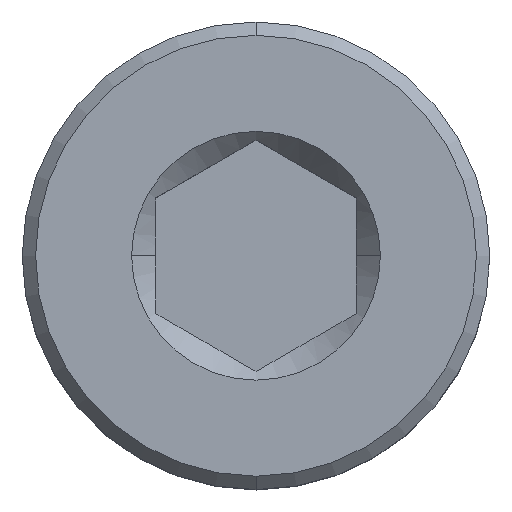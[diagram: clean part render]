
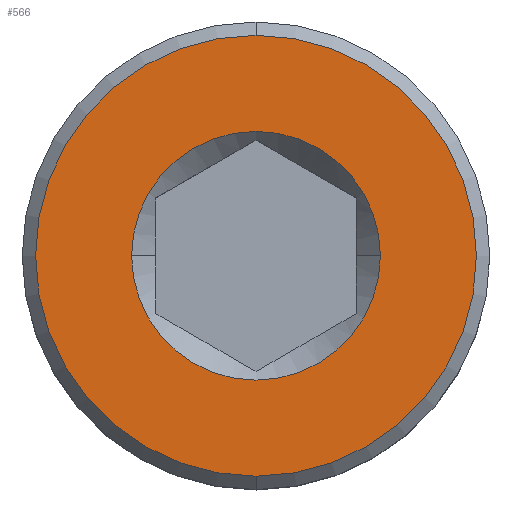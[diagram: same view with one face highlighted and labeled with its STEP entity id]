
A CAD part, top view. The second image highlights one B-rep face of the part: STEP entity #566.
In plain terms, the highlighted planar face has unit normal (0, 0, 1).
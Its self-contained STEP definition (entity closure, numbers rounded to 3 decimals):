
#4 = ORIENTED_EDGE ( 'NONE', *, *, #351, .F. ) ;
#6 = CARTESIAN_POINT ( 'NONE',  ( 1.862, 0., 10. ) ) ;
#16 = DIRECTION ( 'NONE',  ( 1., 0., 0. ) ) ;
#23 = CARTESIAN_POINT ( 'NONE',  ( 0., 0., 10. ) ) ;
#24 = CARTESIAN_POINT ( 'NONE',  ( 0., 0., 10. ) ) ;
#46 = DIRECTION ( 'NONE',  ( 0., 0., -1. ) ) ;
#52 = AXIS2_PLACEMENT_3D ( 'NONE', #746, #574, #621 ) ;
#83 = DIRECTION ( 'NONE',  ( 1., 0., 0. ) ) ;
#84 = CIRCLE ( 'NONE', #400, 1.862 ) ;
#85 = CARTESIAN_POINT ( 'NONE',  ( -1.862, 0., 10. ) ) ;
#87 = DIRECTION ( 'NONE',  ( 0., 0., 1. ) ) ;
#113 = CIRCLE ( 'NONE', #732, 1.862 ) ;
#146 = ORIENTED_EDGE ( 'NONE', *, *, #578, .F. ) ;
#160 = VERTEX_POINT ( 'NONE', #6 ) ;
#171 = CARTESIAN_POINT ( 'NONE',  ( 0., -3.3, 10. ) ) ;
#202 = DIRECTION ( 'NONE',  ( 0., -1., 0. ) ) ;
#210 = PLANE ( 'NONE',  #409 ) ;
#235 = CIRCLE ( 'NONE', #52, 3.3 ) ;
#241 = FACE_BOUND ( 'NONE', #305, .T. ) ;
#277 = CARTESIAN_POINT ( 'NONE',  ( 0., 0., 10. ) ) ;
#292 = VERTEX_POINT ( 'NONE', #85 ) ;
#300 = CARTESIAN_POINT ( 'NONE',  ( 0., 3.3, 10. ) ) ;
#305 = EDGE_LOOP ( 'NONE', ( #4, #146 ) ) ;
#315 = ORIENTED_EDGE ( 'NONE', *, *, #722, .F. ) ;
#326 = VERTEX_POINT ( 'NONE', #300 ) ;
#351 = EDGE_CURVE ( 'NONE', #160, #292, #113, .T. ) ;
#361 = CARTESIAN_POINT ( 'NONE',  ( 0., 0., 10. ) ) ;
#366 = DIRECTION ( 'NONE',  ( 0., 0., 1. ) ) ;
#400 = AXIS2_PLACEMENT_3D ( 'NONE', #23, #424, #83 ) ;
#409 = AXIS2_PLACEMENT_3D ( 'NONE', #24, #87, #202 ) ;
#424 = DIRECTION ( 'NONE',  ( 0., 0., 1. ) ) ;
#437 = DIRECTION ( 'NONE',  ( 0., 1., 0. ) ) ;
#495 = AXIS2_PLACEMENT_3D ( 'NONE', #277, #46, #437 ) ;
#518 = FACE_OUTER_BOUND ( 'NONE', #749, .T. ) ;
#566 = ADVANCED_FACE ( 'NONE', ( #241, #518 ), #210, .T. ) ;
#574 = DIRECTION ( 'NONE',  ( 0., 0., -1. ) ) ;
#578 = EDGE_CURVE ( 'NONE', #292, #160, #84, .T. ) ;
#614 = EDGE_CURVE ( 'NONE', #727, #326, #683, .T. ) ;
#621 = DIRECTION ( 'NONE',  ( 0., 1., 0. ) ) ;
#654 = ORIENTED_EDGE ( 'NONE', *, *, #614, .F. ) ;
#683 = CIRCLE ( 'NONE', #495, 3.3 ) ;
#722 = EDGE_CURVE ( 'NONE', #326, #727, #235, .T. ) ;
#727 = VERTEX_POINT ( 'NONE', #171 ) ;
#732 = AXIS2_PLACEMENT_3D ( 'NONE', #361, #366, #16 ) ;
#746 = CARTESIAN_POINT ( 'NONE',  ( 0., 0., 10. ) ) ;
#749 = EDGE_LOOP ( 'NONE', ( #315, #654 ) ) ;
